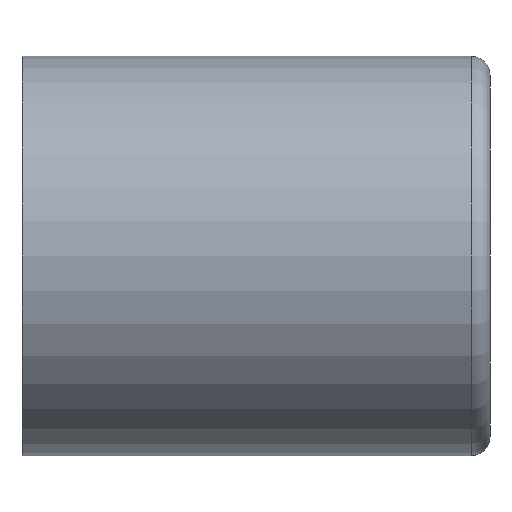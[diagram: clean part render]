
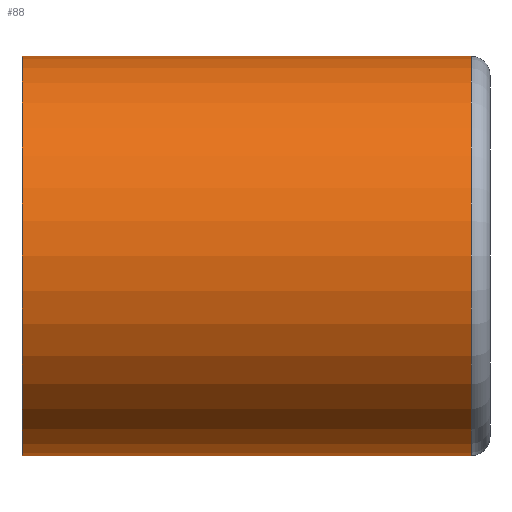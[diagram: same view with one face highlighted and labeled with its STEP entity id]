
A CAD part, front view. The second image highlights one B-rep face of the part: STEP entity #88.
In plain terms, the highlighted cylindrical face has radius 32 mm (diameter 64 mm), a partial arc.
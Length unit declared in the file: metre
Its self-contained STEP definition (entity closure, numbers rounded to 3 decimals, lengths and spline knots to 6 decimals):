
#88=ADVANCED_FACE('',(#226),#227,.T.);
#226=FACE_OUTER_BOUND('',#418,.T.);
#227=CYLINDRICAL_SURFACE('',#419,0.032);
#418=EDGE_LOOP('',(#618,#619,#620,#621));
#419=AXIS2_PLACEMENT_3D('',#622,#623,#624);
#618=ORIENTED_EDGE('',*,*,#1185,.F.);
#619=ORIENTED_EDGE('',*,*,#1186,.F.);
#620=ORIENTED_EDGE('',*,*,#1187,.F.);
#621=ORIENTED_EDGE('',*,*,#1188,.T.);
#622=CARTESIAN_POINT('',(0.0,0.0,0.0));
#623=DIRECTION('',(1.0,0.0,-0.0));
#624=DIRECTION('',(0.0,0.0,1.0));
#1185=EDGE_CURVE('',#1401,#1393,#1402,.T.);
#1186=EDGE_CURVE('',#1403,#1401,#1404,.T.);
#1187=EDGE_CURVE('',#1397,#1403,#1405,.T.);
#1188=EDGE_CURVE('',#1397,#1393,#1406,.T.);
#1393=VERTEX_POINT('',#1697);
#1397=VERTEX_POINT('',#1701);
#1401=VERTEX_POINT('',#1705);
#1402=LINE('',#1706,#1707);
#1403=VERTEX_POINT('',#1708);
#1404=CIRCLE('',#1709,0.032);
#1405=LINE('',#1710,#1711);
#1406=CIRCLE('',#1712,0.032);
#1697=CARTESIAN_POINT('',(0.072,0.0,0.032));
#1701=CARTESIAN_POINT('',(0.072,0.,-0.032));
#1705=CARTESIAN_POINT('',(0.0,0.,0.032));
#1706=CARTESIAN_POINT('',(0.0,0.,0.032));
#1707=VECTOR('',#2206,1.0);
#1708=CARTESIAN_POINT('',(0.0,0.,-0.032));
#1709=AXIS2_PLACEMENT_3D('',#2207,#2208,#2209);
#1710=CARTESIAN_POINT('',(0.0,0.,-0.032));
#1711=VECTOR('',#2210,1.0);
#1712=AXIS2_PLACEMENT_3D('',#2211,#2212,#2213);
#2206=DIRECTION('',(1.0,-0.0,-0.0));
#2207=CARTESIAN_POINT('',(0.0,0.0,0.0));
#2208=DIRECTION('',(-1.0,0.0,0.0));
#2209=DIRECTION('',(0.0,0.0,1.0));
#2210=DIRECTION('',(-1.0,-0.0,-0.0));
#2211=CARTESIAN_POINT('',(0.072,0.0,0.0));
#2212=DIRECTION('',(-1.0,0.0,0.0));
#2213=DIRECTION('',(0.0,0.0,1.0));
